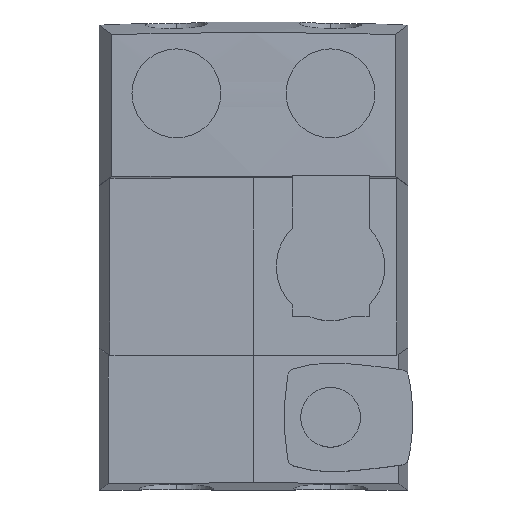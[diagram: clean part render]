
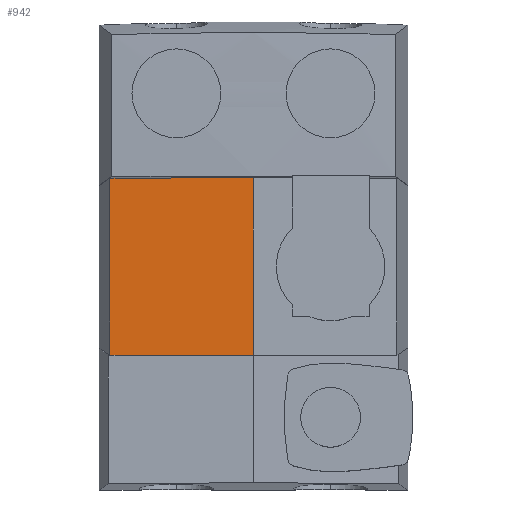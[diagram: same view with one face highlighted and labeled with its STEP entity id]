
A CAD part, top view. The second image highlights one B-rep face of the part: STEP entity #942.
In plain terms, the highlighted cylindrical face has radius 2500 mm (diameter 5000 mm), a partial arc.
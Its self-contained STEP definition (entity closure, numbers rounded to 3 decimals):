
#28 = VERTEX_POINT ( 'NONE', #709 ) ;
#343 = ORIENTED_EDGE ( 'NONE', *, *, #2992, .F. ) ;
#428 = EDGE_CURVE ( 'NONE', #3511, #5776, #2441, .T. ) ;
#709 = CARTESIAN_POINT ( 'NONE',  ( -116.333, -71.751, 89.474 ) ) ;
#770 = B_SPLINE_CURVE_WITH_KNOTS ( 'NONE', 3,
 ( #3547, #1569, #1989, #5439, #4374 ),
 .UNSPECIFIED., .F., .F.,
 ( 4, 1, 4 ),
 ( 9.558, 9.616, 9.674 ),
 .UNSPECIFIED. ) ;
#914 = FACE_OUTER_BOUND ( 'NONE', #4715, .T. ) ;
#942 = ADVANCED_FACE ( 'NONE', ( #914 ), #3857, .T. ) ;
#1347 = CARTESIAN_POINT ( 'NONE',  ( 0., -80., -2407.818 ) ) ;
#1399 = LINE ( 'NONE', #2814, #2185 ) ;
#1429 = AXIS2_PLACEMENT_3D ( 'NONE', #1347, #2885, #4740 ) ;
#1569 = CARTESIAN_POINT ( 'NONE',  ( -19.422, -72.116, 92.182 ) ) ;
#1646 = CARTESIAN_POINT ( 'NONE',  ( -116.333, 71.751, 89.474 ) ) ;
#1697 = ORIENTED_EDGE ( 'NONE', *, *, #4194, .F. ) ;
#1851 = DIRECTION ( 'NONE',  ( 0., 1., 0. ) ) ;
#1989 = CARTESIAN_POINT ( 'NONE',  ( -58.233, -72.055, 91.729 ) ) ;
#2185 = VECTOR ( 'NONE', #1851, 1000. ) ;
#2441 = LINE ( 'NONE', #3374, #5989 ) ;
#2814 = CARTESIAN_POINT ( 'NONE',  ( -116.333, -80., 89.474 ) ) ;
#2885 = DIRECTION ( 'NONE',  ( 0., 1., 0. ) ) ;
#2958 = CARTESIAN_POINT ( 'NONE',  ( 0., 72.116, 92.182 ) ) ;
#2992 = EDGE_CURVE ( 'NONE', #3060, #5776, #3401, .T. ) ;
#3060 = VERTEX_POINT ( 'NONE', #1646 ) ;
#3374 = CARTESIAN_POINT ( 'NONE',  ( 0., -80., 92.182 ) ) ;
#3401 = B_SPLINE_CURVE_WITH_KNOTS ( 'NONE', 3,
 ( #5837, #4699, #5352, #2958 ),
 .UNSPECIFIED., .F., .F.,
 ( 4, 4 ),
 ( 0.014, 0.13 ),
 .UNSPECIFIED. ) ;
#3511 = VERTEX_POINT ( 'NONE', #5937 ) ;
#3547 = CARTESIAN_POINT ( 'NONE',  ( 0., -72.116, 92.182 ) ) ;
#3857 = CYLINDRICAL_SURFACE ( 'NONE', #1429, 2500. ) ;
#4194 = EDGE_CURVE ( 'NONE', #28, #3060, #1399, .T. ) ;
#4374 = CARTESIAN_POINT ( 'NONE',  ( -116.333, -71.751, 89.474 ) ) ;
#4699 = CARTESIAN_POINT ( 'NONE',  ( -77.555, 71.994, 91.28 ) ) ;
#4715 = EDGE_LOOP ( 'NONE', ( #5721, #5046, #343, #1697 ) ) ;
#4740 = DIRECTION ( 'NONE',  ( 0., 0., 1. ) ) ;
#5046 = ORIENTED_EDGE ( 'NONE', *, *, #428, .T. ) ;
#5233 = DIRECTION ( 'NONE',  ( 0., 1., 0. ) ) ;
#5352 = CARTESIAN_POINT ( 'NONE',  ( -38.778, 72.116, 92.182 ) ) ;
#5410 = CARTESIAN_POINT ( 'NONE',  ( 0., 72.116, 92.182 ) ) ;
#5439 = CARTESIAN_POINT ( 'NONE',  ( -96.977, -71.872, 90.376 ) ) ;
#5721 = ORIENTED_EDGE ( 'NONE', *, *, #6174, .F. ) ;
#5776 = VERTEX_POINT ( 'NONE', #5410 ) ;
#5837 = CARTESIAN_POINT ( 'NONE',  ( -116.333, 71.751, 89.474 ) ) ;
#5937 = CARTESIAN_POINT ( 'NONE',  ( 0., -72.116, 92.182 ) ) ;
#5989 = VECTOR ( 'NONE', #5233, 1000. ) ;
#6174 = EDGE_CURVE ( 'NONE', #3511, #28, #770, .T. ) ;
